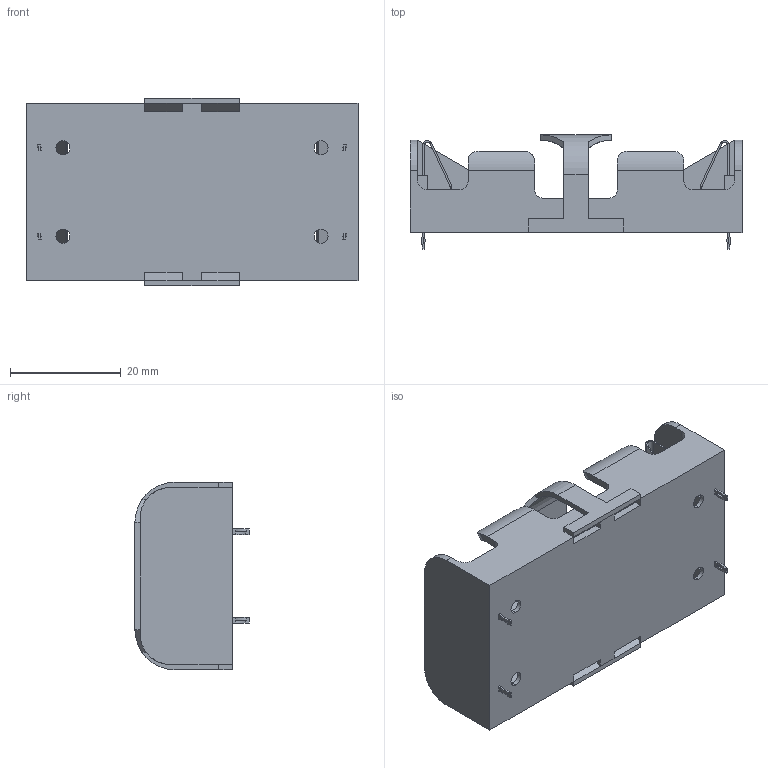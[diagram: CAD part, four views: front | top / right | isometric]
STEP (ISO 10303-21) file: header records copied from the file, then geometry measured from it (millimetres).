
FILE_DESCRIPTION (( 'STEP AP214' ), '1' );
FILE_NAME ('BK-6100-PC4.STEP', '2020-02-03T20:01:18', ( '' ), ( '' ), 'SwSTEP 2.0', 'SolidWorks 2017', '' );
FILE_SCHEMA (( 'AUTOMOTIVE_DESIGN' ));
Length unit declared in the file: millimetre
Products named in the file (1): BK-6100-PC4
Bounding box: 60 x 20.65 x 33.91 mm (x, y, z)
Volume: 6412.9 mm3; surface area: 12354.4 mm2
Topology: 6 solids, 6 shells, 348 faces, 1008 edges, 664 vertices
Faces by surface type: plane 264, cylinder 84
Entity records: 11699 total; most frequent: CARTESIAN_POINT 2285, ORIENTED_EDGE 2016, DIRECTION 1850, EDGE_CURVE 1008, LINE 816, VECTOR 816, VERTEX_POINT 664, AXIS2_PLACEMENT_3D 517
